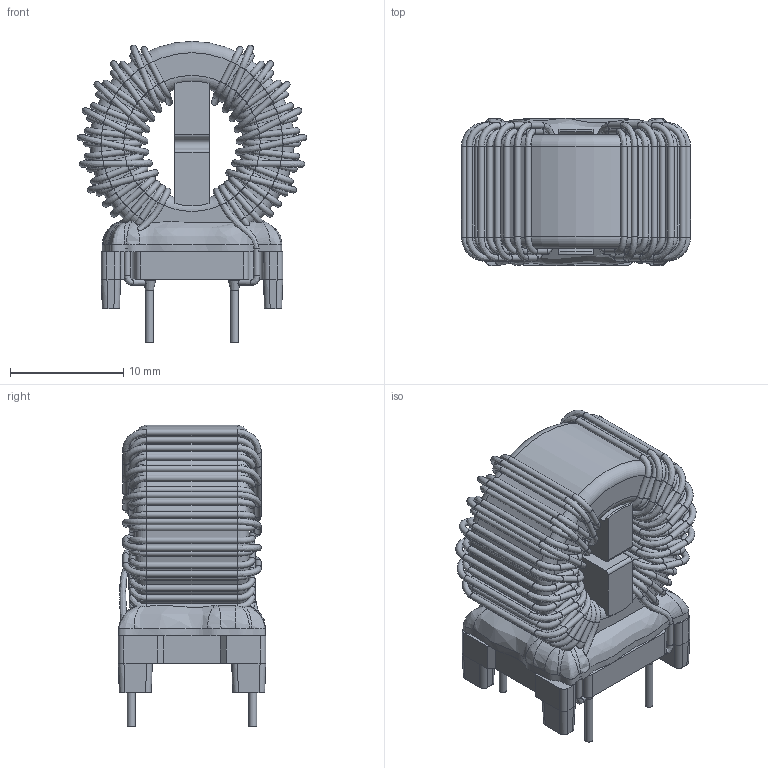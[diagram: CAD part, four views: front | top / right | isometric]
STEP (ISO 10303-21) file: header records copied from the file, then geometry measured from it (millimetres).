
FILE_DESCRIPTION(/* description */ ('Unknown'),/* implementation_level */ '2;1');
FILE_NAME(/* name */ '744823305_M',/* time_stamp */ '2023-06-13T13:39:29+02:00',/* author */ ('Unknown'),/* organization */ ('Unknown'),/* preprocessor_version */ 'ST-DEVELOPER v16.7',/* originating_system */ 'Solid Edge',/* authorisation */ 'Unknown');
FILE_SCHEMA (('AUTOMOTIVE_DESIGN {1 0 10303 214 3 1 1}'));
Length unit declared in the file: millimetre
Products named in the file (6): 744823305_M; Base; Glue; Spacer; Turns; Solderpoint
Assembly tree (5 placements, depth 2):
  744823305_M
    Base
    Glue
    Spacer
    Turns
    Solderpoint
Bounding box: 20.2 x 13 x 26.56 mm (x, y, z)
Volume: 3227 mm3; surface area: 5556.1 mm2
Topology: 10 solids, 10 shells, 651 faces, 1450 edges, 821 vertices
Faces by surface type: cylinder 284, bspline 153, torus 112, plane 94, cone 8
Full cylindrical faces by diameter (mm): 0.55 x216, 0.7 x4, 10 x1, 18 x1
Entity records: 49003 total; most frequent: CARTESIAN_POINT 32941, DIRECTION 2402, ORIENTED_EDGE 1934, EDGE_LOOP 1115, FACE_BOUND 1115, AXIS2_PLACEMENT_3D 1082, EDGE_CURVE 967, VERTEX_POINT 790
